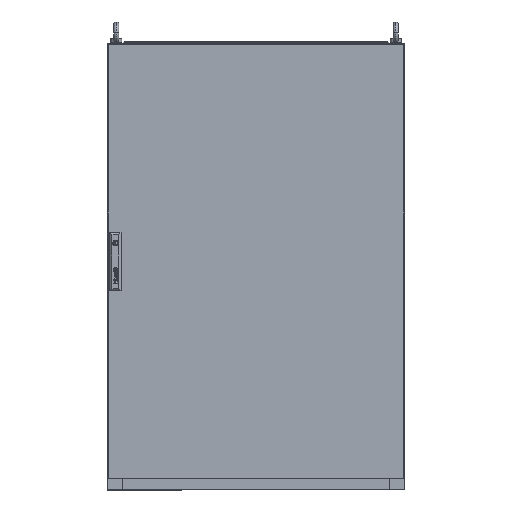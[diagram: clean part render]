
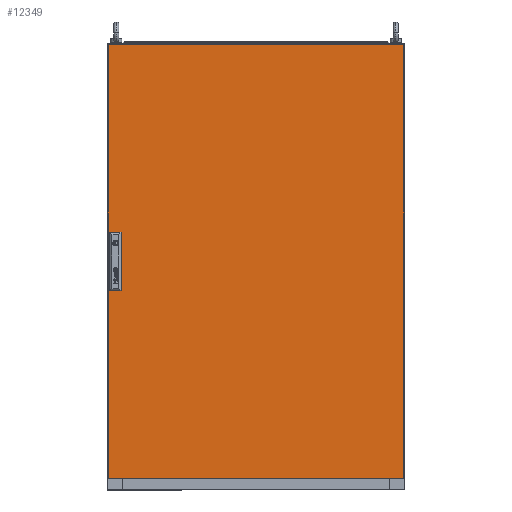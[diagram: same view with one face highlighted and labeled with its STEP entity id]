
A CAD part, top view. The second image highlights one B-rep face of the part: STEP entity #12349.
In plain terms, the highlighted planar face has unit normal (0, 0, 1).
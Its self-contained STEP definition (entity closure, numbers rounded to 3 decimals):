
#1411 = VECTOR ( 'NONE', #89360, 1000. ) ;
#2163 = CARTESIAN_POINT ( 'NONE',  ( -390.7, -61.5, 0. ) ) ;
#5449 = DIRECTION ( 'NONE',  ( 0., -1., 0. ) ) ;
#6255 = VECTOR ( 'NONE', #72353, 1000. ) ;
#8723 = VERTEX_POINT ( 'NONE', #21770 ) ;
#10262 = ORIENTED_EDGE ( 'NONE', *, *, #144073, .T. ) ;
#11009 = ORIENTED_EDGE ( 'NONE', *, *, #40862, .F. ) ;
#12349 = ADVANCED_FACE ( 'NONE', ( #36239, #129467, #156813 ), #87293, .T. ) ;
#13988 = ORIENTED_EDGE ( 'NONE', *, *, #126478, .F. ) ;
#15392 = CARTESIAN_POINT ( 'NONE',  ( -390.7, 88.5, 0. ) ) ;
#16143 = CARTESIAN_POINT ( 'NONE',  ( -365.7, 38.5, 0. ) ) ;
#18119 = EDGE_CURVE ( 'NONE', #8723, #67212, #155712, .T. ) ;
#20465 = DIRECTION ( 'NONE',  ( 0., 0., 1. ) ) ;
#21770 = CARTESIAN_POINT ( 'NONE',  ( -390.7, 38.5, 0. ) ) ;
#21951 = CARTESIAN_POINT ( 'NONE',  ( -397., 597., 0. ) ) ;
#25719 = DIRECTION ( 'NONE',  ( 0., -1., 0. ) ) ;
#25801 = AXIS2_PLACEMENT_3D ( 'NONE', #35391, #20465, #141825 ) ;
#25889 = CARTESIAN_POINT ( 'NONE',  ( -397., -570., 0. ) ) ;
#27024 = VERTEX_POINT ( 'NONE', #102882 ) ;
#27434 = CARTESIAN_POINT ( 'NONE',  ( -390.7, -11.5, 0. ) ) ;
#30406 = CARTESIAN_POINT ( 'NONE',  ( -365.7, -61.5, 0. ) ) ;
#32071 = CARTESIAN_POINT ( 'NONE',  ( -365.7, 88.5, 0. ) ) ;
#33316 = ORIENTED_EDGE ( 'NONE', *, *, #94540, .T. ) ;
#34652 = DIRECTION ( 'NONE',  ( -1., 0., 0. ) ) ;
#35391 = CARTESIAN_POINT ( 'NONE',  ( 0., 0., 0. ) ) ;
#36066 = CARTESIAN_POINT ( 'NONE',  ( -365.7, 38.5, 0. ) ) ;
#36109 = LINE ( 'NONE', #131906, #166117 ) ;
#36239 = FACE_BOUND ( 'NONE', #50965, .T. ) ;
#36956 = DIRECTION ( 'NONE',  ( -1., 0., 0. ) ) ;
#38923 = VERTEX_POINT ( 'NONE', #25889 ) ;
#40862 = EDGE_CURVE ( 'NONE', #166711, #164984, #148361, .T. ) ;
#40892 = CARTESIAN_POINT ( 'NONE',  ( -397., 597., 0. ) ) ;
#45135 = VECTOR ( 'NONE', #25719, 1000. ) ;
#50585 = CARTESIAN_POINT ( 'NONE',  ( -365.7, -61.5, 0. ) ) ;
#50854 = ORIENTED_EDGE ( 'NONE', *, *, #67697, .F. ) ;
#50965 = EDGE_LOOP ( 'NONE', ( #157209, #13988, #50854, #93798 ) ) ;
#52965 = LINE ( 'NONE', #146256, #45135 ) ;
#54480 = LINE ( 'NONE', #94076, #155544 ) ;
#63435 = EDGE_CURVE ( 'NONE', #74013, #38923, #66425, .T. ) ;
#63957 = CARTESIAN_POINT ( 'NONE',  ( -365.7, -61.5, 0. ) ) ;
#65724 = VECTOR ( 'NONE', #5449, 1000. ) ;
#66425 = LINE ( 'NONE', #40892, #65724 ) ;
#67212 = VERTEX_POINT ( 'NONE', #159978 ) ;
#67697 = EDGE_CURVE ( 'NONE', #67212, #143243, #107617, .T. ) ;
#69478 = DIRECTION ( 'NONE',  ( 0., -1., 0. ) ) ;
#69933 = DIRECTION ( 'NONE',  ( 0., 1., 0. ) ) ;
#70052 = EDGE_CURVE ( 'NONE', #114918, #166711, #161914, .T. ) ;
#72353 = DIRECTION ( 'NONE',  ( 0., 1., 0. ) ) ;
#74013 = VERTEX_POINT ( 'NONE', #21951 ) ;
#74409 = VECTOR ( 'NONE', #69478, 1000. ) ;
#74498 = LINE ( 'NONE', #63957, #109768 ) ;
#77441 = DIRECTION ( 'NONE',  ( -1., 0., 0. ) ) ;
#79313 = VERTEX_POINT ( 'NONE', #169434 ) ;
#80759 = EDGE_CURVE ( 'NONE', #79313, #114918, #36109, .T. ) ;
#83002 = VECTOR ( 'NONE', #69933, 1000. ) ;
#83630 = VERTEX_POINT ( 'NONE', #124201 ) ;
#84840 = LINE ( 'NONE', #110389, #83002 ) ;
#85201 = VECTOR ( 'NONE', #162438, 1000. ) ;
#87293 = PLANE ( 'NONE',  #25801 ) ;
#89360 = DIRECTION ( 'NONE',  ( 1., 0., 0. ) ) ;
#91317 = ORIENTED_EDGE ( 'NONE', *, *, #63435, .T. ) ;
#93798 = ORIENTED_EDGE ( 'NONE', *, *, #18119, .F. ) ;
#94076 = CARTESIAN_POINT ( 'NONE',  ( -397., 597., 0. ) ) ;
#94540 = EDGE_CURVE ( 'NONE', #27024, #74013, #54480, .T. ) ;
#97166 = ORIENTED_EDGE ( 'NONE', *, *, #157478, .F. ) ;
#102387 = LINE ( 'NONE', #32071, #156661 ) ;
#102882 = CARTESIAN_POINT ( 'NONE',  ( 397., 597., 0. ) ) ;
#107617 = LINE ( 'NONE', #16143, #6255 ) ;
#109349 = EDGE_LOOP ( 'NONE', ( #149965, #137140, #97166, #11009 ) ) ;
#109768 = VECTOR ( 'NONE', #117562, 1000. ) ;
#110389 = CARTESIAN_POINT ( 'NONE',  ( 397., 597., 0. ) ) ;
#114918 = VERTEX_POINT ( 'NONE', #27434 ) ;
#116095 = DIRECTION ( 'NONE',  ( 1., 0., 0. ) ) ;
#117562 = DIRECTION ( 'NONE',  ( 0., 1., 0. ) ) ;
#119848 = ORIENTED_EDGE ( 'NONE', *, *, #138823, .T. ) ;
#123148 = CARTESIAN_POINT ( 'NONE',  ( -390.7, -61.5, 0. ) ) ;
#124201 = CARTESIAN_POINT ( 'NONE',  ( 397., -570., 0. ) ) ;
#126478 = EDGE_CURVE ( 'NONE', #143243, #147318, #102387, .T. ) ;
#129467 = FACE_BOUND ( 'NONE', #109349, .T. ) ;
#131906 = CARTESIAN_POINT ( 'NONE',  ( -365.7, -11.5, 0. ) ) ;
#133318 = EDGE_LOOP ( 'NONE', ( #91317, #10262, #119848, #33316 ) ) ;
#137140 = ORIENTED_EDGE ( 'NONE', *, *, #80759, .F. ) ;
#138823 = EDGE_CURVE ( 'NONE', #83630, #27024, #84840, .T. ) ;
#141825 = DIRECTION ( 'NONE',  ( 1., 0., 0. ) ) ;
#142154 = CARTESIAN_POINT ( 'NONE',  ( -397., -570., 0. ) ) ;
#143243 = VERTEX_POINT ( 'NONE', #153198 ) ;
#143921 = LINE ( 'NONE', #142154, #1411 ) ;
#144073 = EDGE_CURVE ( 'NONE', #38923, #83630, #143921, .T. ) ;
#145134 = VECTOR ( 'NONE', #116095, 1000. ) ;
#146256 = CARTESIAN_POINT ( 'NONE',  ( -390.7, 38.5, 0. ) ) ;
#147318 = VERTEX_POINT ( 'NONE', #15392 ) ;
#148361 = LINE ( 'NONE', #30406, #85201 ) ;
#149965 = ORIENTED_EDGE ( 'NONE', *, *, #70052, .F. ) ;
#153101 = EDGE_CURVE ( 'NONE', #147318, #8723, #52965, .T. ) ;
#153198 = CARTESIAN_POINT ( 'NONE',  ( -365.7, 88.5, 0. ) ) ;
#155544 = VECTOR ( 'NONE', #77441, 1000. ) ;
#155712 = LINE ( 'NONE', #36066, #145134 ) ;
#156661 = VECTOR ( 'NONE', #34652, 1000. ) ;
#156813 = FACE_OUTER_BOUND ( 'NONE', #133318, .T. ) ;
#157209 = ORIENTED_EDGE ( 'NONE', *, *, #153101, .F. ) ;
#157478 = EDGE_CURVE ( 'NONE', #164984, #79313, #74498, .T. ) ;
#159978 = CARTESIAN_POINT ( 'NONE',  ( -365.7, 38.5, 0. ) ) ;
#161914 = LINE ( 'NONE', #123148, #74409 ) ;
#162438 = DIRECTION ( 'NONE',  ( 1., 0., 0. ) ) ;
#164984 = VERTEX_POINT ( 'NONE', #50585 ) ;
#166117 = VECTOR ( 'NONE', #36956, 1000. ) ;
#166711 = VERTEX_POINT ( 'NONE', #2163 ) ;
#169434 = CARTESIAN_POINT ( 'NONE',  ( -365.7, -11.5, 0. ) ) ;
